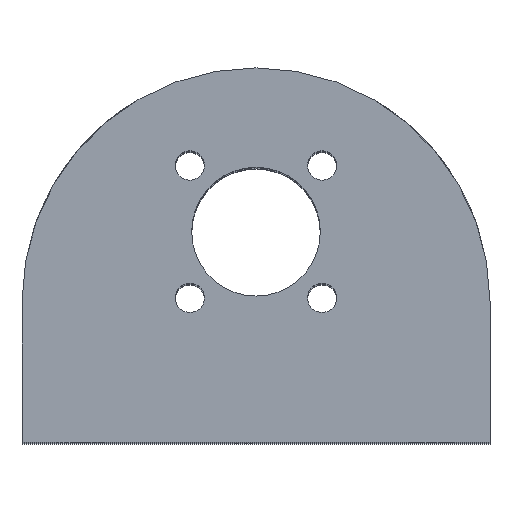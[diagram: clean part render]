
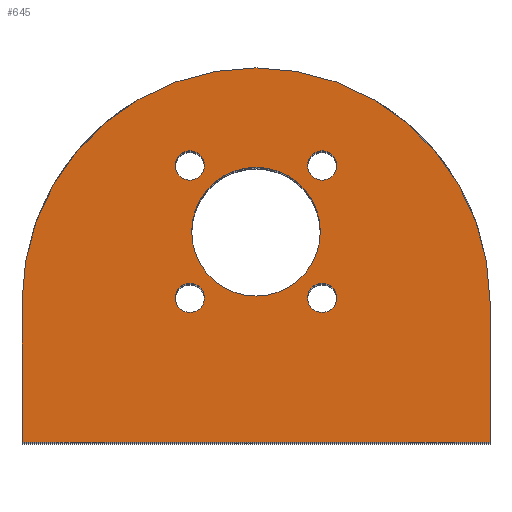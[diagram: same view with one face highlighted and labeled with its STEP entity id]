
A CAD part, top view. The second image highlights one B-rep face of the part: STEP entity #645.
In plain terms, the highlighted planar face has unit normal (0, 0, 1).
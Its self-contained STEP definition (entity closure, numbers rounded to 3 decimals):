
#23=FACE_BOUND('',#116,.T.);
#24=FACE_BOUND('',#117,.T.);
#25=FACE_BOUND('',#118,.T.);
#26=FACE_BOUND('',#119,.T.);
#27=FACE_BOUND('',#120,.T.);
#57=PLANE('',#706);
#77=FACE_OUTER_BOUND('',#115,.T.);
#115=EDGE_LOOP('',(#463,#464,#465,#466));
#116=EDGE_LOOP('',(#467));
#117=EDGE_LOOP('',(#468));
#118=EDGE_LOOP('',(#469));
#119=EDGE_LOOP('',(#470));
#120=EDGE_LOOP('',(#471));
#187=LINE('',#1000,#227);
#188=LINE('',#1002,#228);
#189=LINE('',#1003,#229);
#227=VECTOR('',#806,10.);
#228=VECTOR('',#807,10.);
#229=VECTOR('',#808,10.);
#264=CIRCLE('',#696,1.25);
#266=CIRCLE('',#699,1.25);
#268=CIRCLE('',#702,1.25);
#270=CIRCLE('',#705,1.25);
#271=CIRCLE('',#707,20.);
#272=CIRCLE('',#708,5.5);
#304=VERTEX_POINT('',#974);
#306=VERTEX_POINT('',#980);
#308=VERTEX_POINT('',#986);
#310=VERTEX_POINT('',#992);
#311=VERTEX_POINT('',#996);
#312=VERTEX_POINT('',#997);
#313=VERTEX_POINT('',#999);
#314=VERTEX_POINT('',#1001);
#315=VERTEX_POINT('',#1004);
#363=EDGE_CURVE('',#304,#304,#264,.T.);
#366=EDGE_CURVE('',#306,#306,#266,.T.);
#369=EDGE_CURVE('',#308,#308,#268,.T.);
#372=EDGE_CURVE('',#310,#310,#270,.T.);
#373=EDGE_CURVE('',#311,#312,#271,.T.);
#374=EDGE_CURVE('',#313,#311,#187,.T.);
#375=EDGE_CURVE('',#314,#313,#188,.T.);
#376=EDGE_CURVE('',#314,#312,#189,.T.);
#377=EDGE_CURVE('',#315,#315,#272,.T.);
#463=ORIENTED_EDGE('',*,*,#373,.F.);
#464=ORIENTED_EDGE('',*,*,#374,.F.);
#465=ORIENTED_EDGE('',*,*,#375,.F.);
#466=ORIENTED_EDGE('',*,*,#376,.T.);
#467=ORIENTED_EDGE('',*,*,#363,.T.);
#468=ORIENTED_EDGE('',*,*,#366,.T.);
#469=ORIENTED_EDGE('',*,*,#369,.T.);
#470=ORIENTED_EDGE('',*,*,#372,.T.);
#471=ORIENTED_EDGE('',*,*,#377,.T.);
#645=ADVANCED_FACE('',(#77,#23,#24,#25,#26,#27),#57,.T.);
#696=AXIS2_PLACEMENT_3D('',#976,#779,#780);
#699=AXIS2_PLACEMENT_3D('',#982,#786,#787);
#702=AXIS2_PLACEMENT_3D('',#988,#793,#794);
#705=AXIS2_PLACEMENT_3D('',#994,#800,#801);
#706=AXIS2_PLACEMENT_3D('',#995,#802,#803);
#707=AXIS2_PLACEMENT_3D('',#998,#804,#805);
#708=AXIS2_PLACEMENT_3D('',#1005,#809,#810);
#779=DIRECTION('center_axis',(0.,0.,-1.));
#780=DIRECTION('ref_axis',(-1.,0.,0.));
#786=DIRECTION('center_axis',(0.,0.,-1.));
#787=DIRECTION('ref_axis',(-1.,0.,0.));
#793=DIRECTION('center_axis',(0.,0.,-1.));
#794=DIRECTION('ref_axis',(-1.,0.,0.));
#800=DIRECTION('center_axis',(0.,0.,-1.));
#801=DIRECTION('ref_axis',(-1.,0.,0.));
#802=DIRECTION('center_axis',(0.,0.,1.));
#803=DIRECTION('ref_axis',(1.,0.,0.));
#804=DIRECTION('center_axis',(0.,0.,-1.));
#805=DIRECTION('ref_axis',(0.707,0.707,0.));
#806=DIRECTION('',(0.,1.,0.));
#807=DIRECTION('',(-1.,0.,0.));
#808=DIRECTION('',(0.,1.,0.));
#809=DIRECTION('center_axis',(0.,0.,-1.));
#810=DIRECTION('ref_axis',(-1.,0.,0.));
#974=CARTESIAN_POINT('',(15.593,12.343,70.));
#976=CARTESIAN_POINT('Origin',(14.343,12.343,70.));
#980=CARTESIAN_POINT('',(26.907,23.657,70.));
#982=CARTESIAN_POINT('Origin',(25.657,23.657,70.));
#986=CARTESIAN_POINT('',(26.907,12.343,70.));
#988=CARTESIAN_POINT('Origin',(25.657,12.343,70.));
#992=CARTESIAN_POINT('',(15.593,23.657,70.));
#994=CARTESIAN_POINT('Origin',(14.343,23.657,70.));
#995=CARTESIAN_POINT('Origin',(0.,0.,70.));
#996=CARTESIAN_POINT('',(0.,12.,70.));
#997=CARTESIAN_POINT('',(40.,12.,70.));
#998=CARTESIAN_POINT('Origin',(20.,12.,70.));
#999=CARTESIAN_POINT('',(0.,0.,70.));
#1000=CARTESIAN_POINT('',(0.,0.,70.));
#1001=CARTESIAN_POINT('',(40.,0.,70.));
#1002=CARTESIAN_POINT('',(40.,0.,70.));
#1003=CARTESIAN_POINT('',(40.,0.,70.));
#1004=CARTESIAN_POINT('',(25.5,18.,70.));
#1005=CARTESIAN_POINT('Origin',(20.,18.,70.));
